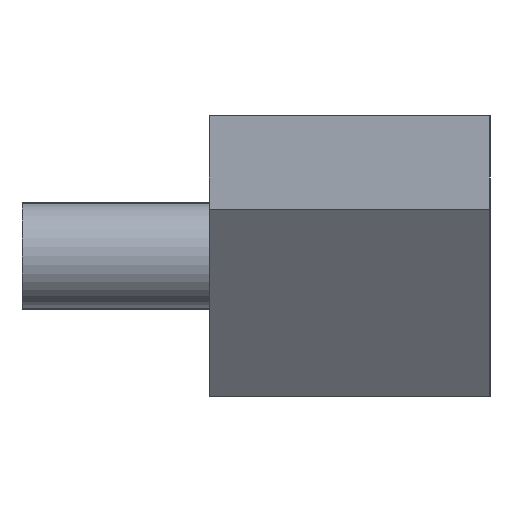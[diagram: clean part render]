
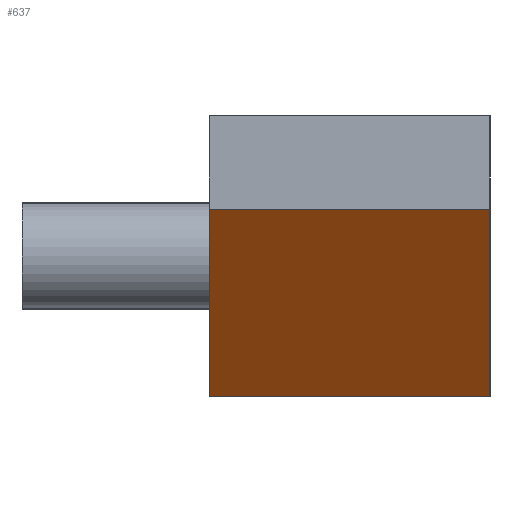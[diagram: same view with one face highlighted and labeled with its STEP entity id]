
A CAD part, left-side view. The second image highlights one B-rep face of the part: STEP entity #637.
In plain terms, the highlighted planar face has unit normal (-0.316, 0, -0.949).
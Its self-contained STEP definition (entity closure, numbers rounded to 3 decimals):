
#25 = ORIENTED_EDGE ( 'NONE', *, *, #503, .F. ) ;
#49 = DIRECTION ( 'NONE',  ( 0.949, 0., -0.316 ) ) ;
#50 = CARTESIAN_POINT ( 'NONE',  ( 0., 12., -4. ) ) ;
#56 = LINE ( 'NONE', #479, #430 ) ;
#93 = CARTESIAN_POINT ( 'NONE',  ( 24., 0., -12. ) ) ;
#128 = LINE ( 'NONE', #657, #188 ) ;
#153 = CARTESIAN_POINT ( 'NONE',  ( 24., 12., -12. ) ) ;
#168 = DIRECTION ( 'NONE',  ( 0., -1., 0. ) ) ;
#171 = DIRECTION ( 'NONE',  ( 0.316, 0., 0.949 ) ) ;
#184 = DIRECTION ( 'NONE',  ( -0.949, 0., 0.316 ) ) ;
#188 = VECTOR ( 'NONE', #668, 1000. ) ;
#196 = CARTESIAN_POINT ( 'NONE',  ( 24., 12., -12. ) ) ;
#243 = VECTOR ( 'NONE', #168, 1000. ) ;
#288 = VERTEX_POINT ( 'NONE', #196 ) ;
#307 = ORIENTED_EDGE ( 'NONE', *, *, #323, .F. ) ;
#323 = EDGE_CURVE ( 'NONE', #713, #347, #681, .T. ) ;
#330 = AXIS2_PLACEMENT_3D ( 'NONE', #153, #171, #49 ) ;
#336 = CARTESIAN_POINT ( 'NONE',  ( 0., 0., -4. ) ) ;
#347 = VERTEX_POINT ( 'NONE', #336 ) ;
#357 = DIRECTION ( 'NONE',  ( 0., -1., 0. ) ) ;
#430 = VECTOR ( 'NONE', #184, 1000. ) ;
#445 = FACE_OUTER_BOUND ( 'NONE', #683, .T. ) ;
#468 = EDGE_CURVE ( 'NONE', #564, #347, #128, .T. ) ;
#479 = CARTESIAN_POINT ( 'NONE',  ( 24., 12., -12. ) ) ;
#503 = EDGE_CURVE ( 'NONE', #288, #713, #56, .T. ) ;
#534 = LINE ( 'NONE', #769, #565 ) ;
#564 = VERTEX_POINT ( 'NONE', #93 ) ;
#565 = VECTOR ( 'NONE', #357, 1000. ) ;
#637 = ADVANCED_FACE ( 'NONE', ( #445 ), #688, .F. ) ;
#657 = CARTESIAN_POINT ( 'NONE',  ( 24., 0., -12. ) ) ;
#668 = DIRECTION ( 'NONE',  ( -0.949, 0., 0.316 ) ) ;
#681 = LINE ( 'NONE', #50, #243 ) ;
#683 = EDGE_LOOP ( 'NONE', ( #741, #307, #25, #748 ) ) ;
#688 = PLANE ( 'NONE',  #330 ) ;
#708 = CARTESIAN_POINT ( 'NONE',  ( 0., 12., -4. ) ) ;
#713 = VERTEX_POINT ( 'NONE', #708 ) ;
#719 = EDGE_CURVE ( 'NONE', #288, #564, #534, .T. ) ;
#741 = ORIENTED_EDGE ( 'NONE', *, *, #468, .T. ) ;
#748 = ORIENTED_EDGE ( 'NONE', *, *, #719, .T. ) ;
#769 = CARTESIAN_POINT ( 'NONE',  ( 24., 12., -12. ) ) ;
